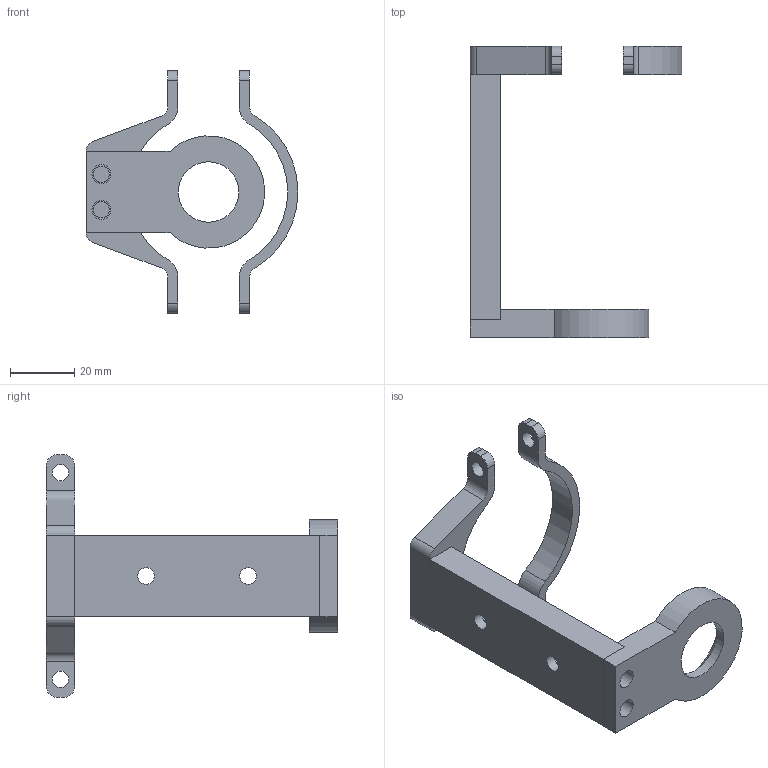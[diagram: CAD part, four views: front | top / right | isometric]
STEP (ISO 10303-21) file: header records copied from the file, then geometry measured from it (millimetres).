
FILE_DESCRIPTION (( 'STEP AP214' ), '1' );
FILE_NAME ('Dremel Mount.STEP', '2019-03-09T00:56:32', ( '' ), ( '' ), 'SwSTEP 2.0', 'SolidWorks 2014', '' );
FILE_SCHEMA (( 'AUTOMOTIVE_DESIGN' ));
Length unit declared in the file: inch
Products named in the file (1): Dremel Mount
Bounding box: 65.88 x 90.49 x 75.38 mm (x, y, z)
Volume: 31232.2 mm3; surface area: 17079.9 mm2
Topology: 4 solids, 4 shells, 79 faces, 194 edges, 130 vertices
Faces by surface type: plane 39, cylinder 39, cone 1
Full cylindrical faces by diameter (mm): 5 x4, 5.08 x4, 5.159 x2, 5.867 x4, 12.7 x2, 18.796 x1
Entity records: 3400 total; most frequent: DIRECTION 414, CARTESIAN_POINT 382, ORIENTED_EDGE 348, EDGE_CURVE 174, AXIS2_PLACEMENT_3D 160, VERTEX_POINT 128, EDGE_LOOP 126, FACE_OUTER_BOUND 96
